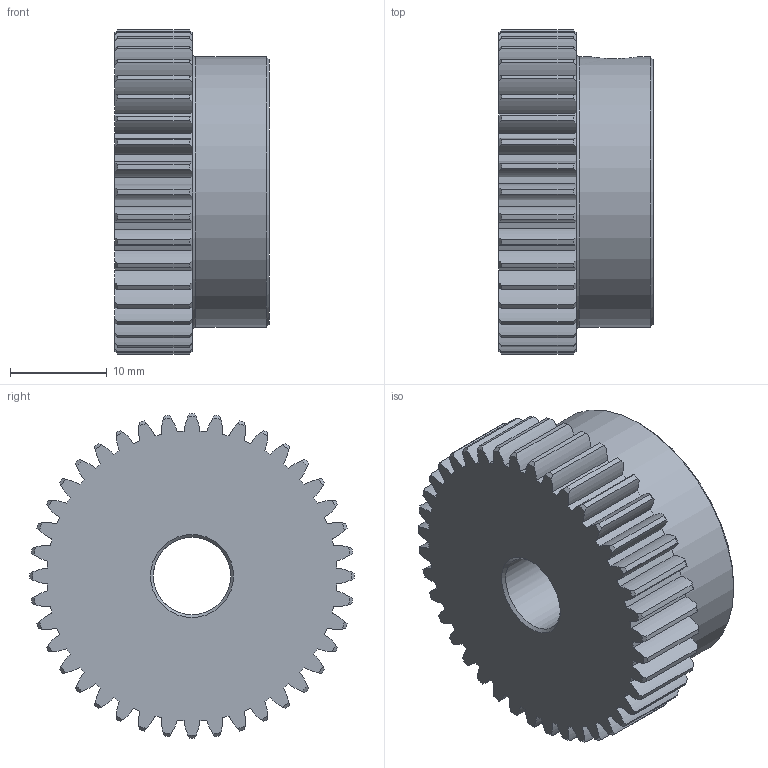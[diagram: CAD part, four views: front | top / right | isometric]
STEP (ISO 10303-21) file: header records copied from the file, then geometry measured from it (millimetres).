
FILE_DESCRIPTION( ( 'STEP AP214' ), '1' );
FILE_NAME( 'SSG0.8-40B_On.stp', '2020-08-21T01:04:08', ( 'License CC BY-ND 4.0' ), ( 'CADENAS' ), ' ', 'PARTsolutions', ' ' );
FILE_SCHEMA( ( 'AUTOMOTIVE_DESIGN { 1 0 10303 214 1 1 1 1 }' ) );
Length unit declared in the file: millimetre
Products named in the file (1): _SSG0.8-40B_On
Bounding box: 16 x 33.6 x 33.6 mm (x, y, z)
Volume: 10335 mm3; surface area: 4265.9 mm2
Topology: 1 solids, 1 shells, 254 faces, 746 edges, 495 vertices
Faces by surface type: cylinder 165, cone 85, plane 3, torus 1
Full cylindrical faces by diameter (mm): 4.134 x1, 8 x1, 28 x1
Entity records: 10932 total; most frequent: CARTESIAN_POINT 2082, DIRECTION 1494, ORIENTED_EDGE 1470, EDGE_CURVE 735, AXIS2_PLACEMENT_3D 667, VERTEX_POINT 493, CIRCLE 412, EDGE_LOOP 268
